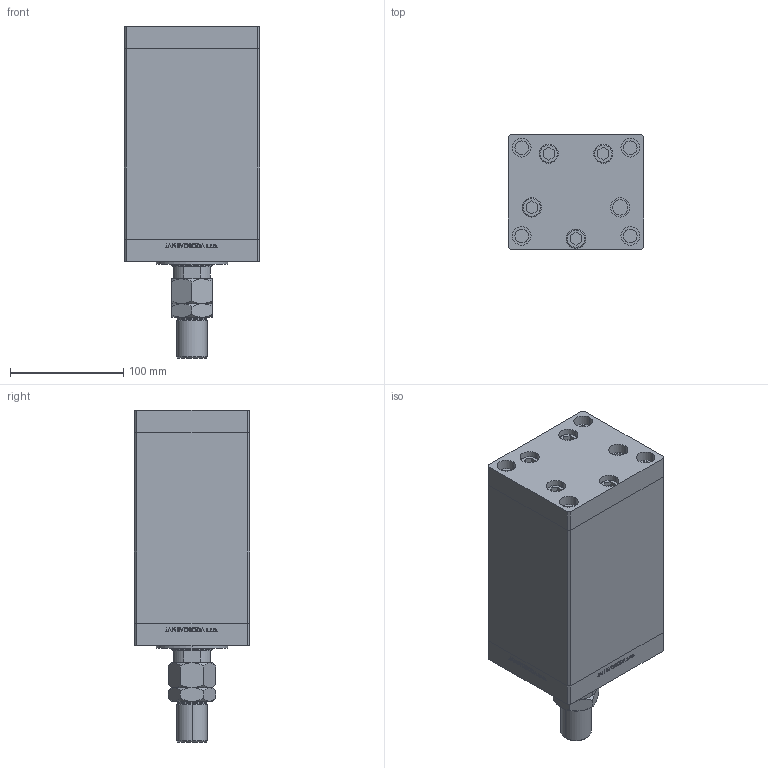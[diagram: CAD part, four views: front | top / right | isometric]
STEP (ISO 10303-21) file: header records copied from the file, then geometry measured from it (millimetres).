
FILE_DESCRIPTION (( 'STEP AP203' ), '1' );
FILE_NAME ('7141.STEP', '2022-04-15T00:37:51', ( '' ), ( '' ), 'SwSTEP 2.0', 'SolidWorks 2019', '' );
FILE_SCHEMA (( 'CONFIG_CONTROL_DESIGN' ));
Length unit declared in the file: millimetre
Products named in the file (7): 7141; V220C FRONT f1a4afb0ae13255f8c54e8495c0b61ec; ALLEN BOLT f1a4afb0ae13255f8c54e8495c0b61ec; MTA f1a4afb0ae13255f8c54e8495c0b61ec; V220C_C MIDDLE f1a4afb0ae13255f8c54e8495c0b61ec; V220C_VC_C f1a4afb0ae13255f8c54e8495c0b61ec; V220C BACK_C f1a4afb0ae13255f8c54e8495c0b61ec
Assembly tree (14 placements, depth 2):
  7141
    ALLEN BOLT f1a4afb0ae13255f8c54e8495c0b61ec  x9
    V220C_C MIDDLE f1a4afb0ae13255f8c54e8495c0b61ec
    V220C FRONT f1a4afb0ae13255f8c54e8495c0b61ec
    V220C_VC_C f1a4afb0ae13255f8c54e8495c0b61ec
    V220C BACK_C f1a4afb0ae13255f8c54e8495c0b61ec
    MTA f1a4afb0ae13255f8c54e8495c0b61ec
Bounding box: 120 x 102 x 293.5 mm (x, y, z)
Volume: 2199482.8 mm3; surface area: 307904.5 mm2
Topology: 14 solids, 14 shells, 1214 faces, 2999 edges, 1957 vertices
Faces by surface type: plane 557, bspline 380, cylinder 165, cone 70, torus 42
Entity records: 50814 total; most frequent: CARTESIAN_POINT 27153, ORIENTED_EDGE 5258, DIRECTION 3473, EDGE_CURVE 2629, VERTEX_POINT 1733, VECTOR 1491, LINE 1491, EDGE_LOOP 1212
